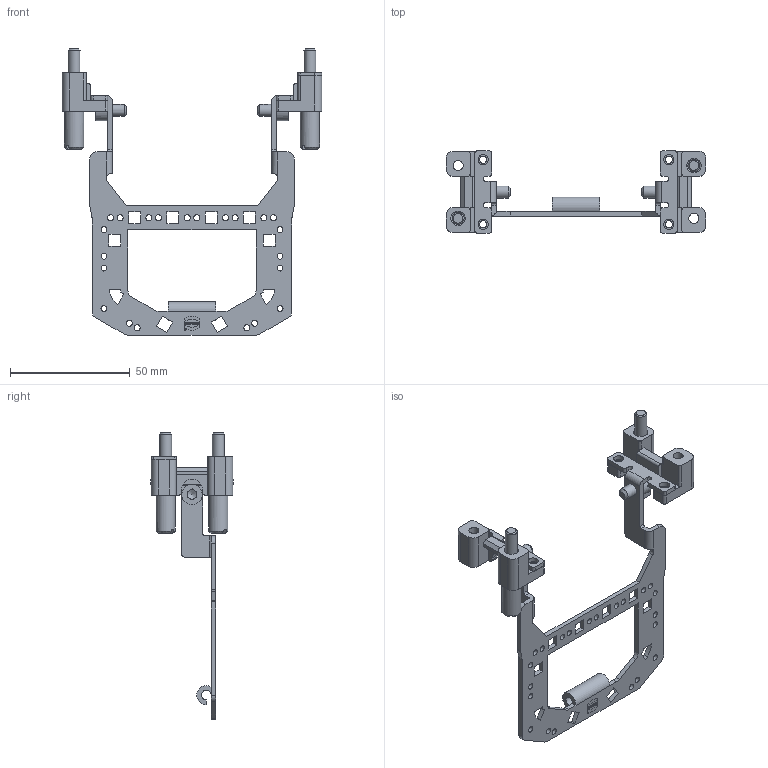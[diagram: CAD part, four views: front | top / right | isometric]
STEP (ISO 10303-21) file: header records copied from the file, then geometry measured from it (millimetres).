
FILE_DESCRIPTION(/* description */ (''),/* implementation_level */ '2;1');
FILE_NAME(/* name */ '100175975ugm000_d.stp',/* time_stamp */ '2019-03-27T12:00:00+01:00',/* author */ (''),/* organization */ (''),/* preprocessor_version */ 'ST-DEVELOPER v16.7',/* originating_system */ 'SIEMENS PLM Software NX 12.0',/* authorisation */ '');
FILE_SCHEMA (('AUTOMOTIVE_DESIGN { 1 0 10303 214 3 1 1 1 }'));
Length unit declared in the file: millimetre
Products named in the file (1): 100175975ugm000_d
Bounding box: 108.5 x 34.3 x 119.5 mm (x, y, z)
Volume: 17814.1 mm3; surface area: 18184.4 mm2
Topology: 1 solids, 1 shells, 469 faces, 1304 edges, 861 vertices
Faces by surface type: plane 311, cylinder 139, cone 16, extrusion 3
Full cylindrical faces by diameter (mm): 0.42 x1, 0.6 x1, 2.5 x22, 3 x4, 3.9 x2, 4.2 x8, 5 x4, 6 x4, 8 x2
Entity records: 18348 total; most frequent: CARTESIAN_POINT 2889, DIRECTION 2467, ORIENTED_EDGE 2460, EDGE_CURVE 1230, VECTOR 893, LINE 890, VERTEX_POINT 848, AXIS2_PLACEMENT_3D 787
